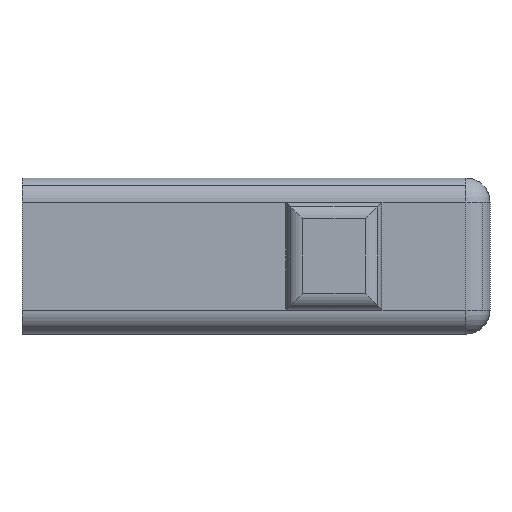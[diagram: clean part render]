
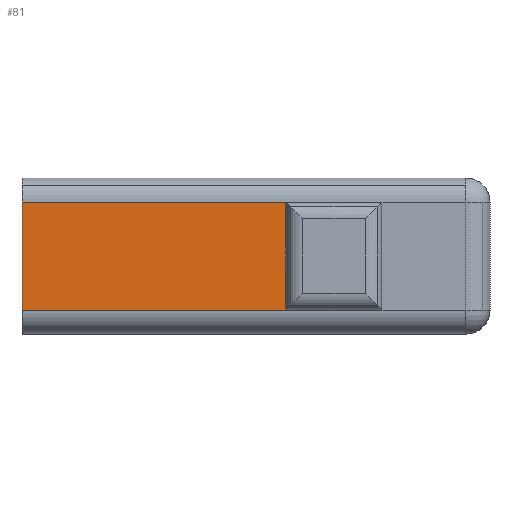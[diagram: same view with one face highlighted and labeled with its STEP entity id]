
A CAD part, left-side view. The second image highlights one B-rep face of the part: STEP entity #81.
In plain terms, the highlighted planar face has unit normal (-1, 0, 0).
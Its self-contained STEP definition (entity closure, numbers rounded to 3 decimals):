
#81=ADVANCED_FACE('',(#201),#202,.F.);
#201=FACE_OUTER_BOUND('',#382,.T.);
#202=PLANE('',#383);
#382=EDGE_LOOP('',(#748,#749,#750,#751));
#383=AXIS2_PLACEMENT_3D('',#752,#753,#754);
#748=ORIENTED_EDGE('',*,*,#1296,.T.);
#749=ORIENTED_EDGE('',*,*,#1278,.F.);
#750=ORIENTED_EDGE('',*,*,#1333,.T.);
#751=ORIENTED_EDGE('',*,*,#1282,.F.);
#752=CARTESIAN_POINT('',(-19.5,0.0,3.25));
#753=DIRECTION('',(1.0,0.0,0.0));
#754=DIRECTION('',(0.0,0.0,-1.0));
#1278=EDGE_CURVE('',#1556,#1558,#1559,.T.);
#1282=EDGE_CURVE('',#1564,#1566,#1567,.T.);
#1296=EDGE_CURVE('',#1564,#1558,#1592,.T.);
#1333=EDGE_CURVE('',#1556,#1566,#1653,.T.);
#1556=VERTEX_POINT('',#1942);
#1558=VERTEX_POINT('',#1945);
#1559=LINE('',#1946,#1947);
#1564=VERTEX_POINT('',#1953);
#1566=VERTEX_POINT('',#1955);
#1567=LINE('',#1956,#1957);
#1592=LINE('',#1991,#1992);
#1653=LINE('',#2084,#2085);
#1942=CARTESIAN_POINT('',(-19.5,-11.0,1.0));
#1945=CARTESIAN_POINT('',(-19.5,0.0,1.0));
#1946=CARTESIAN_POINT('',(-19.5,0.0,1.0));
#1947=VECTOR('',#2404,1.0);
#1953=CARTESIAN_POINT('',(-19.5,0.0,5.5));
#1955=CARTESIAN_POINT('',(-19.5,-11.0,5.5));
#1956=CARTESIAN_POINT('',(-19.5,0.0,5.5));
#1957=VECTOR('',#2412,1.0);
#1991=CARTESIAN_POINT('',(-19.5,0.0,4.125));
#1992=VECTOR('',#2434,1.0);
#2084=CARTESIAN_POINT('',(-19.5,-11.0,3.25));
#2085=VECTOR('',#2481,1.0);
#2404=DIRECTION('',(0.0,1.0,0.0));
#2412=DIRECTION('',(0.0,-1.0,0.0));
#2434=DIRECTION('',(0.0,0.0,-1.0));
#2481=DIRECTION('',(-0.0,0.0,1.0));
